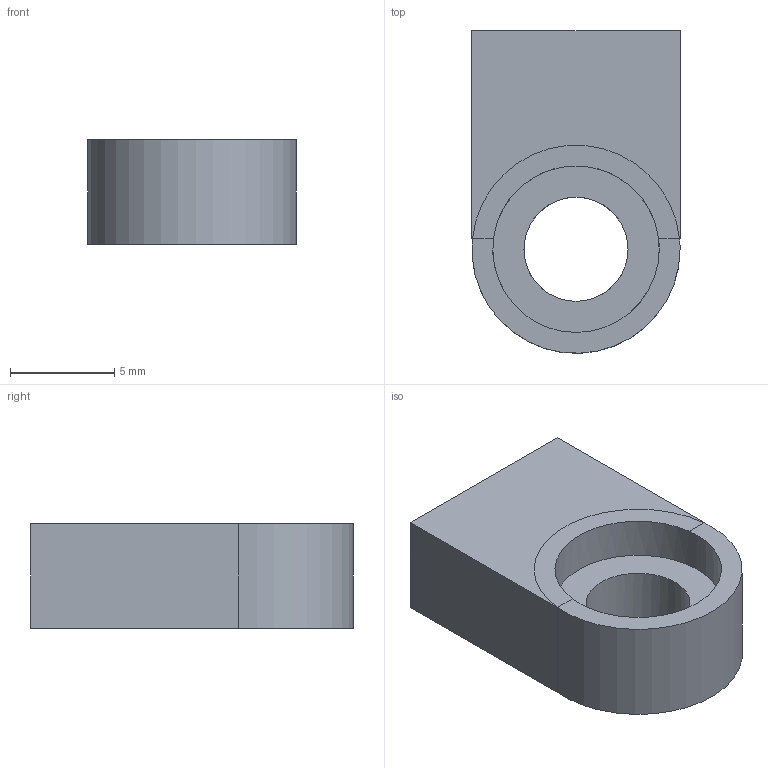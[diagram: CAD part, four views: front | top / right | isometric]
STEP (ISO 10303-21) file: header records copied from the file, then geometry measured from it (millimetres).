
FILE_DESCRIPTION(('FreeCAD Model'),'2;1');
FILE_NAME('Open CASCADE Shape Model','2025-01-21T16:48:24',('Author'),( ''),'Open CASCADE STEP processor 7.6','FreeCAD','Unknown');
FILE_SCHEMA(('AUTOMOTIVE_DESIGN { 1 0 10303 214 1 1 1 1 }'));
Length unit declared in the file: millimetre
Products named in the file (1): Cut001
Bounding box: 10 x 15.5 x 5 mm (x, y, z)
Volume: 561.9 mm3; surface area: 580.4 mm2
Topology: 1 solids, 1 shells, 16 faces, 37 edges, 22 vertices
Faces by surface type: plane 12, cylinder 4
Full cylindrical faces by diameter (mm): 5 x1, 8 x1
Entity records: 477 total; most frequent: DIRECTION 85, CARTESIAN_POINT 76, ORIENTED_EDGE 74, EDGE_CURVE 37, AXIS2_PLACEMENT_3D 31, LINE 23, VECTOR 23, VERTEX_POINT 22
